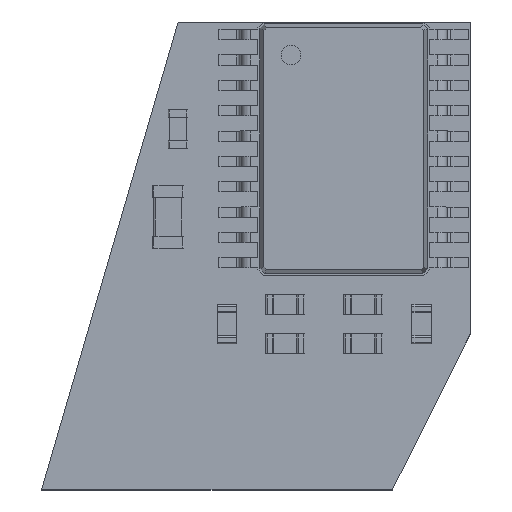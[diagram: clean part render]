
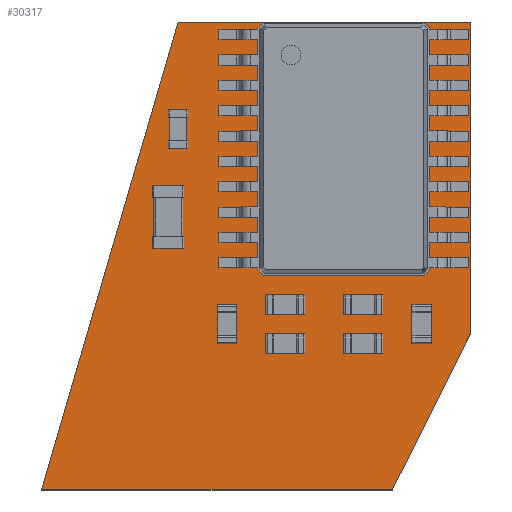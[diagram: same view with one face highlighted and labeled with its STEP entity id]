
A CAD part, top view. The second image highlights one B-rep face of the part: STEP entity #30317.
In plain terms, the highlighted planar face has unit normal (0, 0, 1).
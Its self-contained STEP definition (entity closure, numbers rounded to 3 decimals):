
#29926 = VERTEX_POINT('',#29927);
#29927 = CARTESIAN_POINT('',(-5.5,-6.,1.6));
#29934 = PLANE('',#29935);
#29935 = AXIS2_PLACEMENT_3D('',#29936,#29937,#29938);
#29936 = CARTESIAN_POINT('',(-5.5,-6.,0.));
#29937 = DIRECTION('',(0.,1.,0.));
#29938 = DIRECTION('',(1.,0.,0.));
#29946 = PLANE('',#29947);
#29947 = AXIS2_PLACEMENT_3D('',#29948,#29949,#29950);
#29948 = CARTESIAN_POINT('',(-2.,6.,0.));
#29949 = DIRECTION('',(0.96,-0.28,0.));
#29950 = DIRECTION('',(-0.28,-0.96,0.));
#29958 = EDGE_CURVE('',#29926,#29959,#29961,.T.);
#29959 = VERTEX_POINT('',#29960);
#29960 = CARTESIAN_POINT('',(3.5,-6.,1.6));
#29961 = SURFACE_CURVE('',#29962,(#29966,#29973),.PCURVE_S1.);
#29962 = LINE('',#29963,#29964);
#29963 = CARTESIAN_POINT('',(-5.5,-6.,1.6));
#29964 = VECTOR('',#29965,1.);
#29965 = DIRECTION('',(1.,0.,0.));
#29966 = PCURVE('',#29934,#29967);
#29967 = DEFINITIONAL_REPRESENTATION('',(#29968),#29972);
#29968 = LINE('',#29969,#29970);
#29969 = CARTESIAN_POINT('',(0.,-1.6));
#29970 = VECTOR('',#29971,1.);
#29971 = DIRECTION('',(1.,0.));
#29972 = ( GEOMETRIC_REPRESENTATION_CONTEXT(2) 
PARAMETRIC_REPRESENTATION_CONTEXT() REPRESENTATION_CONTEXT('2D SPACE',''
  ) );
#29973 = PCURVE('',#29974,#29979);
#29974 = PLANE('',#29975);
#29975 = AXIS2_PLACEMENT_3D('',#29976,#29977,#29978);
#29976 = CARTESIAN_POINT('',(0.515,-0.263,1.6));
#29977 = DIRECTION('',(0.,0.,1.));
#29978 = DIRECTION('',(1.,0.,0.));
#29979 = DEFINITIONAL_REPRESENTATION('',(#29980),#29984);
#29980 = LINE('',#29981,#29982);
#29981 = CARTESIAN_POINT('',(-6.015,-5.737));
#29982 = VECTOR('',#29983,1.);
#29983 = DIRECTION('',(1.,0.));
#29984 = ( GEOMETRIC_REPRESENTATION_CONTEXT(2) 
PARAMETRIC_REPRESENTATION_CONTEXT() REPRESENTATION_CONTEXT('2D SPACE',''
  ) );
#30002 = PLANE('',#30003);
#30003 = AXIS2_PLACEMENT_3D('',#30004,#30005,#30006);
#30004 = CARTESIAN_POINT('',(3.5,-6.,0.));
#30005 = DIRECTION('',(-0.894,0.447,0.));
#30006 = DIRECTION('',(0.447,0.894,0.));
#30044 = EDGE_CURVE('',#29959,#30045,#30047,.T.);
#30045 = VERTEX_POINT('',#30046);
#30046 = CARTESIAN_POINT('',(5.5,-2.,1.6));
#30047 = SURFACE_CURVE('',#30048,(#30052,#30059),.PCURVE_S1.);
#30048 = LINE('',#30049,#30050);
#30049 = CARTESIAN_POINT('',(3.5,-6.,1.6));
#30050 = VECTOR('',#30051,1.);
#30051 = DIRECTION('',(0.447,0.894,0.));
#30052 = PCURVE('',#30002,#30053);
#30053 = DEFINITIONAL_REPRESENTATION('',(#30054),#30058);
#30054 = LINE('',#30055,#30056);
#30055 = CARTESIAN_POINT('',(0.,-1.6));
#30056 = VECTOR('',#30057,1.);
#30057 = DIRECTION('',(1.,0.));
#30058 = ( GEOMETRIC_REPRESENTATION_CONTEXT(2) 
PARAMETRIC_REPRESENTATION_CONTEXT() REPRESENTATION_CONTEXT('2D SPACE',''
  ) );
#30059 = PCURVE('',#29974,#30060);
#30060 = DEFINITIONAL_REPRESENTATION('',(#30061),#30065);
#30061 = LINE('',#30062,#30063);
#30062 = CARTESIAN_POINT('',(2.985,-5.737));
#30063 = VECTOR('',#30064,1.);
#30064 = DIRECTION('',(0.447,0.894));
#30065 = ( GEOMETRIC_REPRESENTATION_CONTEXT(2) 
PARAMETRIC_REPRESENTATION_CONTEXT() REPRESENTATION_CONTEXT('2D SPACE',''
  ) );
#30083 = PLANE('',#30084);
#30084 = AXIS2_PLACEMENT_3D('',#30085,#30086,#30087);
#30085 = CARTESIAN_POINT('',(5.5,-2.,0.));
#30086 = DIRECTION('',(-1.,0.,0.));
#30087 = DIRECTION('',(0.,1.,0.));
#30120 = EDGE_CURVE('',#30045,#30121,#30123,.T.);
#30121 = VERTEX_POINT('',#30122);
#30122 = CARTESIAN_POINT('',(5.5,6.,1.6));
#30123 = SURFACE_CURVE('',#30124,(#30128,#30135),.PCURVE_S1.);
#30124 = LINE('',#30125,#30126);
#30125 = CARTESIAN_POINT('',(5.5,-2.,1.6));
#30126 = VECTOR('',#30127,1.);
#30127 = DIRECTION('',(0.,1.,0.));
#30128 = PCURVE('',#30083,#30129);
#30129 = DEFINITIONAL_REPRESENTATION('',(#30130),#30134);
#30130 = LINE('',#30131,#30132);
#30131 = CARTESIAN_POINT('',(0.,-1.6));
#30132 = VECTOR('',#30133,1.);
#30133 = DIRECTION('',(1.,0.));
#30134 = ( GEOMETRIC_REPRESENTATION_CONTEXT(2) 
PARAMETRIC_REPRESENTATION_CONTEXT() REPRESENTATION_CONTEXT('2D SPACE',''
  ) );
#30135 = PCURVE('',#29974,#30136);
#30136 = DEFINITIONAL_REPRESENTATION('',(#30137),#30141);
#30137 = LINE('',#30138,#30139);
#30138 = CARTESIAN_POINT('',(4.985,-1.737));
#30139 = VECTOR('',#30140,1.);
#30140 = DIRECTION('',(0.,1.));
#30141 = ( GEOMETRIC_REPRESENTATION_CONTEXT(2) 
PARAMETRIC_REPRESENTATION_CONTEXT() REPRESENTATION_CONTEXT('2D SPACE',''
  ) );
#30159 = PLANE('',#30160);
#30160 = AXIS2_PLACEMENT_3D('',#30161,#30162,#30163);
#30161 = CARTESIAN_POINT('',(5.5,6.,0.));
#30162 = DIRECTION('',(0.,-1.,0.));
#30163 = DIRECTION('',(-1.,0.,0.));
#30196 = EDGE_CURVE('',#30121,#30197,#30199,.T.);
#30197 = VERTEX_POINT('',#30198);
#30198 = CARTESIAN_POINT('',(-2.,6.,1.6));
#30199 = SURFACE_CURVE('',#30200,(#30204,#30211),.PCURVE_S1.);
#30200 = LINE('',#30201,#30202);
#30201 = CARTESIAN_POINT('',(5.5,6.,1.6));
#30202 = VECTOR('',#30203,1.);
#30203 = DIRECTION('',(-1.,0.,0.));
#30204 = PCURVE('',#30159,#30205);
#30205 = DEFINITIONAL_REPRESENTATION('',(#30206),#30210);
#30206 = LINE('',#30207,#30208);
#30207 = CARTESIAN_POINT('',(0.,-1.6));
#30208 = VECTOR('',#30209,1.);
#30209 = DIRECTION('',(1.,0.));
#30210 = ( GEOMETRIC_REPRESENTATION_CONTEXT(2) 
PARAMETRIC_REPRESENTATION_CONTEXT() REPRESENTATION_CONTEXT('2D SPACE',''
  ) );
#30211 = PCURVE('',#29974,#30212);
#30212 = DEFINITIONAL_REPRESENTATION('',(#30213),#30217);
#30213 = LINE('',#30214,#30215);
#30214 = CARTESIAN_POINT('',(4.985,6.263));
#30215 = VECTOR('',#30216,1.);
#30216 = DIRECTION('',(-1.,0.));
#30217 = ( GEOMETRIC_REPRESENTATION_CONTEXT(2) 
PARAMETRIC_REPRESENTATION_CONTEXT() REPRESENTATION_CONTEXT('2D SPACE',''
  ) );
#30267 = EDGE_CURVE('',#30197,#29926,#30268,.T.);
#30268 = SURFACE_CURVE('',#30269,(#30273,#30280),.PCURVE_S1.);
#30269 = LINE('',#30270,#30271);
#30270 = CARTESIAN_POINT('',(-2.,6.,1.6));
#30271 = VECTOR('',#30272,1.);
#30272 = DIRECTION('',(-0.28,-0.96,0.));
#30273 = PCURVE('',#29946,#30274);
#30274 = DEFINITIONAL_REPRESENTATION('',(#30275),#30279);
#30275 = LINE('',#30276,#30277);
#30276 = CARTESIAN_POINT('',(0.,-1.6));
#30277 = VECTOR('',#30278,1.);
#30278 = DIRECTION('',(1.,0.));
#30279 = ( GEOMETRIC_REPRESENTATION_CONTEXT(2) 
PARAMETRIC_REPRESENTATION_CONTEXT() REPRESENTATION_CONTEXT('2D SPACE',''
  ) );
#30280 = PCURVE('',#29974,#30281);
#30281 = DEFINITIONAL_REPRESENTATION('',(#30282),#30286);
#30282 = LINE('',#30283,#30284);
#30283 = CARTESIAN_POINT('',(-2.515,6.263));
#30284 = VECTOR('',#30285,1.);
#30285 = DIRECTION('',(-0.28,-0.96));
#30286 = ( GEOMETRIC_REPRESENTATION_CONTEXT(2) 
PARAMETRIC_REPRESENTATION_CONTEXT() REPRESENTATION_CONTEXT('2D SPACE',''
  ) );
#30317 = ADVANCED_FACE('',(#30318),#29974,.T.);
#30318 = FACE_BOUND('',#30319,.T.);
#30319 = EDGE_LOOP('',(#30320,#30321,#30322,#30323,#30324));
#30320 = ORIENTED_EDGE('',*,*,#29958,.T.);
#30321 = ORIENTED_EDGE('',*,*,#30044,.T.);
#30322 = ORIENTED_EDGE('',*,*,#30120,.T.);
#30323 = ORIENTED_EDGE('',*,*,#30196,.T.);
#30324 = ORIENTED_EDGE('',*,*,#30267,.T.);
